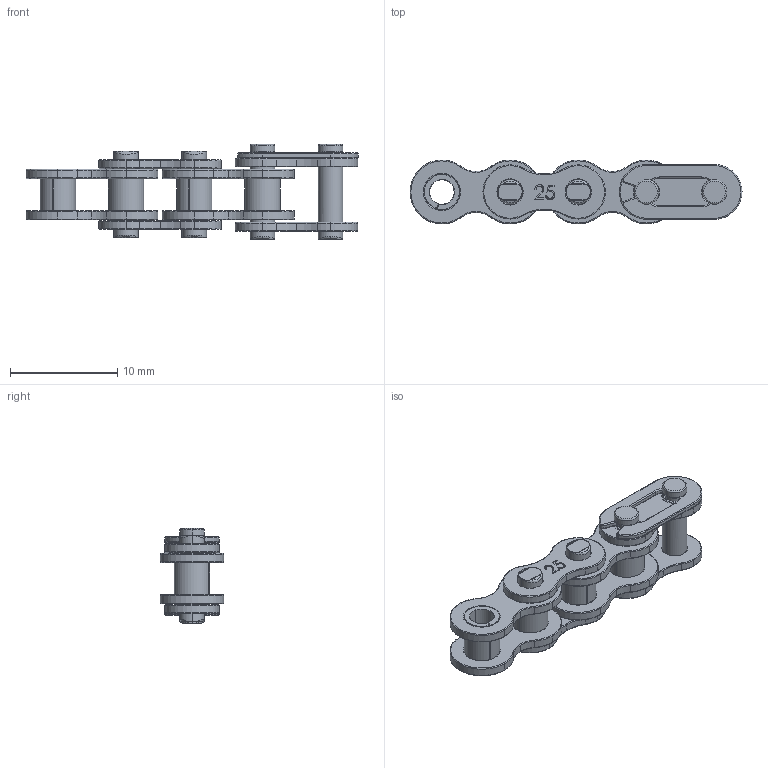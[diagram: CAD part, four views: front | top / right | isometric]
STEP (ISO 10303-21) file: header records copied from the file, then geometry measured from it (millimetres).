
FILE_DESCRIPTION (( 'STEP AP203' ), '1' );
FILE_NAME ('615146 (partial assembly, part files).STEP', '2017-06-05T20:21:36', ( '' ), ( '' ), 'SwSTEP 2.0', 'SolidWorks 2016', '' );
FILE_SCHEMA (( 'CONFIG_CONTROL_DESIGN' ));
Length unit declared in the file: millimetre
Products named in the file (4): 615146 (partial assembly, part files); 615146 inner link (part file); 615146 master link (part file); 615146 outer link (part file)
Assembly tree (4 placements, depth 2):
  615146 (partial assembly, part files)
    615146 inner link (part file)  x2
    615146 outer link (part file)
    615146 master link (part file)
Bounding box: 30.92 x 5.94 x 8.86 mm (x, y, z)
Volume: 505.2 mm3; surface area: 1569 mm2
Topology: 11 solids, 11 shells, 733 faces, 1749 edges, 986 vertices
Faces by surface type: torus 294, cylinder 219, bspline 96, plane 92, sphere 32
Entity records: 20449 total; most frequent: CARTESIAN_POINT 6727, DIRECTION 3031, ORIENTED_EDGE 2726, EDGE_CURVE 1363, AXIS2_PLACEMENT_3D 1358, CIRCLE 856, VERTEX_POINT 798, EDGE_LOOP 623
